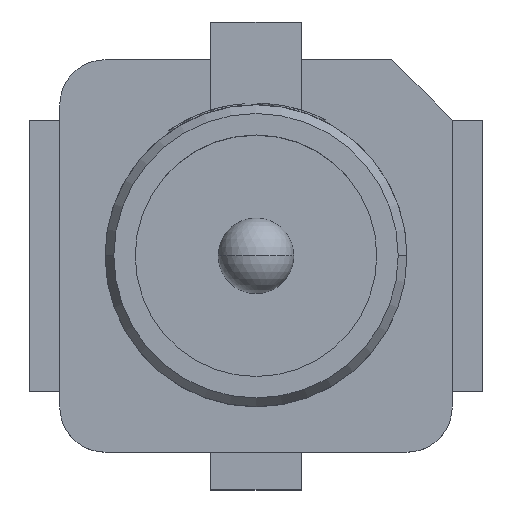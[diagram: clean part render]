
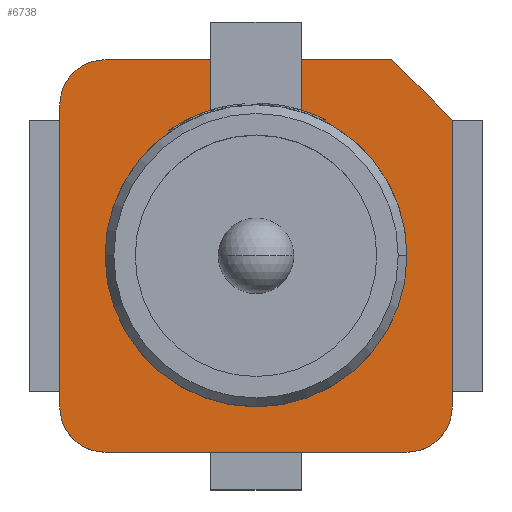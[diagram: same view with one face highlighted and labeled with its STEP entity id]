
A CAD part, top view. The second image highlights one B-rep face of the part: STEP entity #6738.
In plain terms, the highlighted planar face has unit normal (0, 0, 1).
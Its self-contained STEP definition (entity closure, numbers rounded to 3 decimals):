
#23 = CARTESIAN_POINT ( 'NONE',  ( 0.3, -1., 0.38 ) ) ;
#81 = VECTOR ( 'NONE', #3585, 1000. ) ;
#300 = DIRECTION ( 'NONE',  ( 0., 0., 1. ) ) ;
#340 = DIRECTION ( 'NONE',  ( 1., 0., 0. ) ) ;
#539 = CARTESIAN_POINT ( 'NONE',  ( -0.3, 0.954, 0.38 ) ) ;
#972 = ORIENTED_EDGE ( 'NONE', *, *, #3027, .T. ) ;
#989 = EDGE_CURVE ( 'NONE', #12698, #10249, #13070, .T. ) ;
#1018 = ORIENTED_EDGE ( 'NONE', *, *, #11988, .F. ) ;
#1132 = DIRECTION ( 'NONE',  ( -1., 0., 0. ) ) ;
#1633 = CARTESIAN_POINT ( 'NONE',  ( -1.3, -1., 0.38 ) ) ;
#1659 = EDGE_CURVE ( 'NONE', #6811, #3497, #11743, .T. ) ;
#1846 = CARTESIAN_POINT ( 'NONE',  ( 1.3, -1., 0.38 ) ) ;
#1911 = CIRCLE ( 'NONE', #7769, 1. ) ;
#2013 = EDGE_CURVE ( 'NONE', #12698, #13320, #13054, .T. ) ;
#2172 = CARTESIAN_POINT ( 'NONE',  ( -1., 1.3, 0.38 ) ) ;
#2178 = EDGE_CURVE ( 'NONE', #3921, #10180, #9731, .T. ) ;
#2332 = EDGE_LOOP ( 'NONE', ( #6171, #8414, #1018, #8644, #7385, #8330, #4902, #9681, #13623, #3728, #4091, #3859, #7581, #972 ) ) ;
#2467 = CIRCLE ( 'NONE', #9732, 1. ) ;
#2487 = DIRECTION ( 'NONE',  ( 1., 0., 0. ) ) ;
#2706 = VERTEX_POINT ( 'NONE', #8366 ) ;
#2798 = EDGE_CURVE ( 'NONE', #2706, #12200, #7618, .T. ) ;
#3027 = EDGE_CURVE ( 'NONE', #4213, #10180, #12918, .T. ) ;
#3043 = VECTOR ( 'NONE', #340, 1000. ) ;
#3219 = CARTESIAN_POINT ( 'NONE',  ( -1., 1.3, 0.38 ) ) ;
#3229 = DIRECTION ( 'NONE',  ( 0., -1., 0. ) ) ;
#3239 = VERTEX_POINT ( 'NONE', #12558 ) ;
#3343 = DIRECTION ( 'NONE',  ( 0., 1., 0. ) ) ;
#3497 = VERTEX_POINT ( 'NONE', #13807 ) ;
#3585 = DIRECTION ( 'NONE',  ( -0.707, 0.707, 0. ) ) ;
#3589 = CARTESIAN_POINT ( 'NONE',  ( -1., -1.3, 0.38 ) ) ;
#3728 = ORIENTED_EDGE ( 'NONE', *, *, #2798, .T. ) ;
#3859 = ORIENTED_EDGE ( 'NONE', *, *, #1659, .T. ) ;
#3893 = CARTESIAN_POINT ( 'NONE',  ( 0.9, 1.3, 0.38 ) ) ;
#3918 = CARTESIAN_POINT ( 'NONE',  ( 1.3, -1., 0.38 ) ) ;
#3921 = VERTEX_POINT ( 'NONE', #9604 ) ;
#3950 = VECTOR ( 'NONE', #3343, 1000. ) ;
#4091 = ORIENTED_EDGE ( 'NONE', *, *, #11348, .T. ) ;
#4126 = VECTOR ( 'NONE', #5937, 1000. ) ;
#4129 = CIRCLE ( 'NONE', #8905, 0.3 ) ;
#4213 = VERTEX_POINT ( 'NONE', #3893 ) ;
#4529 = AXIS2_PLACEMENT_3D ( 'NONE', #5971, #6821, #12189 ) ;
#4655 = CARTESIAN_POINT ( 'NONE',  ( 0.9, 1.3, 0.38 ) ) ;
#4745 = LINE ( 'NONE', #1633, #4126 ) ;
#4902 = ORIENTED_EDGE ( 'NONE', *, *, #13708, .T. ) ;
#5015 = DIRECTION ( 'NONE',  ( -1., 0., 0. ) ) ;
#5192 = CARTESIAN_POINT ( 'NONE',  ( 1., -1., 0.38 ) ) ;
#5208 = CARTESIAN_POINT ( 'NONE',  ( 1., -1., 0.38 ) ) ;
#5557 = EDGE_CURVE ( 'NONE', #13320, #3239, #12357, .T. ) ;
#5937 = DIRECTION ( 'NONE',  ( 0., -1., 0. ) ) ;
#5971 = CARTESIAN_POINT ( 'NONE',  ( -1., -1., 0.38 ) ) ;
#5986 = CARTESIAN_POINT ( 'NONE',  ( -1.3, 1., 0.38 ) ) ;
#6011 = DIRECTION ( 'NONE',  ( 0., 0., 1. ) ) ;
#6171 = ORIENTED_EDGE ( 'NONE', *, *, #2178, .F. ) ;
#6738 = ADVANCED_FACE ( 'NONE', ( #12477 ), #11567, .T. ) ;
#6811 = VERTEX_POINT ( 'NONE', #3918 ) ;
#6821 = DIRECTION ( 'NONE',  ( 0., 0., 1. ) ) ;
#7385 = ORIENTED_EDGE ( 'NONE', *, *, #2013, .F. ) ;
#7482 = AXIS2_PLACEMENT_3D ( 'NONE', #10414, #6011, #5015 ) ;
#7581 = ORIENTED_EDGE ( 'NONE', *, *, #11311, .T. ) ;
#7584 = DIRECTION ( 'NONE',  ( 1., 0., 0. ) ) ;
#7618 = LINE ( 'NONE', #3589, #3043 ) ;
#7769 = AXIS2_PLACEMENT_3D ( 'NONE', #8224, #8372, #12665 ) ;
#7865 = CARTESIAN_POINT ( 'NONE',  ( 1., 0., 0.38 ) ) ;
#7965 = VERTEX_POINT ( 'NONE', #11188 ) ;
#8224 = CARTESIAN_POINT ( 'NONE',  ( 0., 0., 0.38 ) ) ;
#8330 = ORIENTED_EDGE ( 'NONE', *, *, #989, .T. ) ;
#8366 = CARTESIAN_POINT ( 'NONE',  ( -1., -1.3, 0.38 ) ) ;
#8372 = DIRECTION ( 'NONE',  ( 0., 0., 1. ) ) ;
#8414 = ORIENTED_EDGE ( 'NONE', *, *, #8721, .F. ) ;
#8553 = DIRECTION ( 'NONE',  ( 0., 0., 1. ) ) ;
#8644 = ORIENTED_EDGE ( 'NONE', *, *, #5557, .F. ) ;
#8721 = EDGE_CURVE ( 'NONE', #11064, #3921, #2467, .T. ) ;
#8905 = AXIS2_PLACEMENT_3D ( 'NONE', #5208, #8553, #9476 ) ;
#9353 = VECTOR ( 'NONE', #1132, 1000. ) ;
#9386 = DIRECTION ( 'NONE',  ( 1., 0., 0. ) ) ;
#9437 = CARTESIAN_POINT ( 'NONE',  ( -1., 1.3, 0.38 ) ) ;
#9476 = DIRECTION ( 'NONE',  ( 1., 0., 0. ) ) ;
#9525 = DIRECTION ( 'NONE',  ( 0., 0., 1. ) ) ;
#9604 = CARTESIAN_POINT ( 'NONE',  ( 0.3, 0.954, 0.38 ) ) ;
#9681 = ORIENTED_EDGE ( 'NONE', *, *, #12238, .T. ) ;
#9682 = DIRECTION ( 'NONE',  ( -1., 0., 0. ) ) ;
#9731 = LINE ( 'NONE', #23, #3950 ) ;
#9732 = AXIS2_PLACEMENT_3D ( 'NONE', #12961, #300, #7584 ) ;
#10045 = VERTEX_POINT ( 'NONE', #5986 ) ;
#10180 = VERTEX_POINT ( 'NONE', #11216 ) ;
#10249 = VERTEX_POINT ( 'NONE', #9437 ) ;
#10316 = LINE ( 'NONE', #4655, #81 ) ;
#10414 = CARTESIAN_POINT ( 'NONE',  ( -1., 1., 0.38 ) ) ;
#11064 = VERTEX_POINT ( 'NONE', #7865 ) ;
#11188 = CARTESIAN_POINT ( 'NONE',  ( -1.3, -1., 0.38 ) ) ;
#11216 = CARTESIAN_POINT ( 'NONE',  ( 0.3, 1.3, 0.38 ) ) ;
#11311 = EDGE_CURVE ( 'NONE', #3497, #4213, #10316, .T. ) ;
#11339 = CIRCLE ( 'NONE', #7482, 0.3 ) ;
#11348 = EDGE_CURVE ( 'NONE', #12200, #6811, #4129, .T. ) ;
#11428 = VECTOR ( 'NONE', #9682, 1000. ) ;
#11567 = PLANE ( 'NONE',  #13741 ) ;
#11743 = LINE ( 'NONE', #1846, #12322 ) ;
#11988 = EDGE_CURVE ( 'NONE', #3239, #11064, #1911, .T. ) ;
#11999 = CARTESIAN_POINT ( 'NONE',  ( -0.3, -1., 0.38 ) ) ;
#12140 = AXIS2_PLACEMENT_3D ( 'NONE', #13176, #12188, #2487 ) ;
#12188 = DIRECTION ( 'NONE',  ( 0., 0., 1. ) ) ;
#12189 = DIRECTION ( 'NONE',  ( -1., 0., 0. ) ) ;
#12200 = VERTEX_POINT ( 'NONE', #13584 ) ;
#12238 = EDGE_CURVE ( 'NONE', #10045, #7965, #4745, .T. ) ;
#12322 = VECTOR ( 'NONE', #12597, 1000. ) ;
#12357 = CIRCLE ( 'NONE', #12140, 1. ) ;
#12477 = FACE_OUTER_BOUND ( 'NONE', #2332, .T. ) ;
#12558 = CARTESIAN_POINT ( 'NONE',  ( -1., 0., 0.38 ) ) ;
#12597 = DIRECTION ( 'NONE',  ( 0., 1., 0. ) ) ;
#12665 = DIRECTION ( 'NONE',  ( 1., 0., 0. ) ) ;
#12698 = VERTEX_POINT ( 'NONE', #13312 ) ;
#12918 = LINE ( 'NONE', #3219, #11428 ) ;
#12961 = CARTESIAN_POINT ( 'NONE',  ( 0., 0., 0.38 ) ) ;
#13054 = LINE ( 'NONE', #11999, #13215 ) ;
#13070 = LINE ( 'NONE', #2172, #9353 ) ;
#13176 = CARTESIAN_POINT ( 'NONE',  ( 0., 0., 0.38 ) ) ;
#13215 = VECTOR ( 'NONE', #3229, 1000. ) ;
#13312 = CARTESIAN_POINT ( 'NONE',  ( -0.3, 1.3, 0.38 ) ) ;
#13320 = VERTEX_POINT ( 'NONE', #539 ) ;
#13466 = EDGE_CURVE ( 'NONE', #7965, #2706, #13581, .T. ) ;
#13581 = CIRCLE ( 'NONE', #4529, 0.3 ) ;
#13584 = CARTESIAN_POINT ( 'NONE',  ( 1., -1.3, 0.38 ) ) ;
#13623 = ORIENTED_EDGE ( 'NONE', *, *, #13466, .T. ) ;
#13708 = EDGE_CURVE ( 'NONE', #10249, #10045, #11339, .T. ) ;
#13741 = AXIS2_PLACEMENT_3D ( 'NONE', #5192, #9525, #9386 ) ;
#13807 = CARTESIAN_POINT ( 'NONE',  ( 1.3, 0.9, 0.38 ) ) ;
